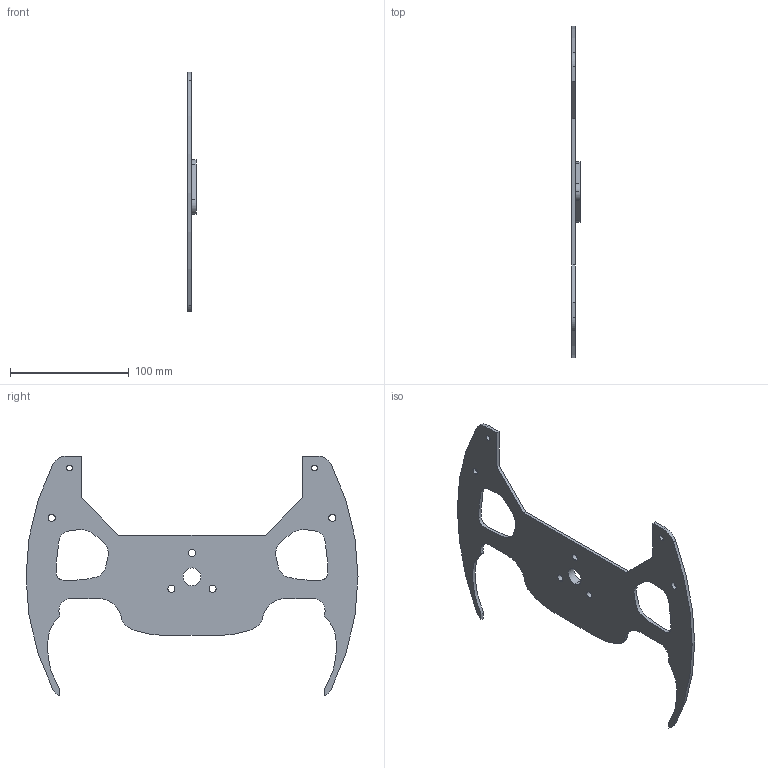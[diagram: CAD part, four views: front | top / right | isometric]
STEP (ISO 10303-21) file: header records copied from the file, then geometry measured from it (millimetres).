
FILE_DESCRIPTION (( 'STEP AP203' ), '1' );
FILE_NAME ('Steering Wheel 3_Default_sldprt.STEP', '2026-02-04T19:33:14', ( '' ), ( '' ), 'SwSTEP 2.0', 'SolidWorks 2025', '' );
FILE_SCHEMA (( 'CONFIG_CONTROL_DESIGN' ));
Length unit declared in the file: millimetre
Products named in the file (1): Steering Wheel 3_Default_sldprt
Bounding box: 7 x 279.4 x 201.78 mm (x, y, z)
Volume: 72673 mm3; surface area: 51082.4 mm2
Topology: 1 solids, 1 shells, 61 faces, 174 edges, 116 vertices
Faces by surface type: cylinder 36, plane 17, bspline 8
Entity records: 2393 total; most frequent: CARTESIAN_POINT 664, ORIENTED_EDGE 348, DIRECTION 338, EDGE_CURVE 174, AXIS2_PLACEMENT_3D 126, VERTEX_POINT 116, LINE 86, VECTOR 86
